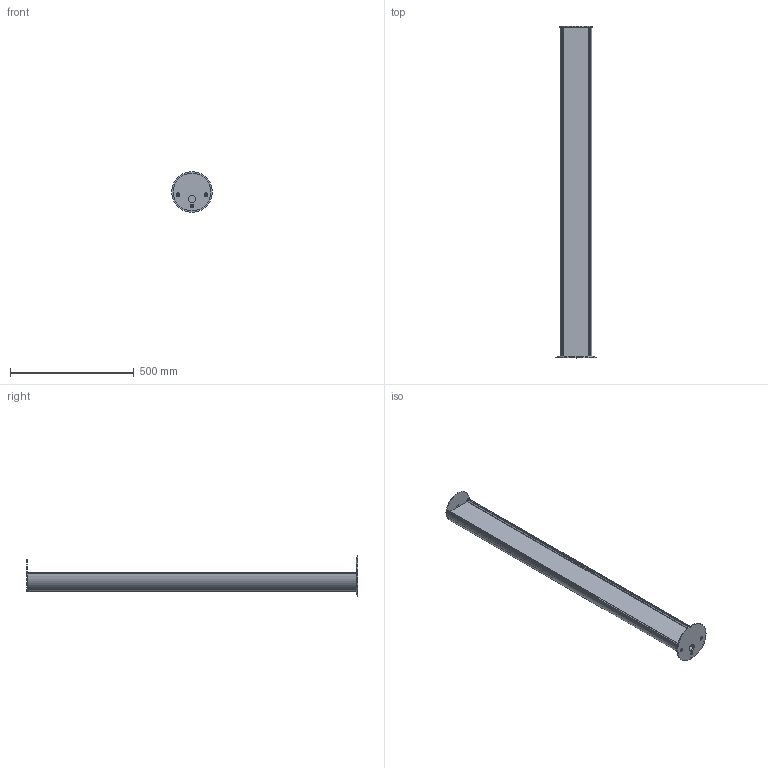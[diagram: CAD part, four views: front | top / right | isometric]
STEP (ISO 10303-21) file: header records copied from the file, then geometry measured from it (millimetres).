
FILE_DESCRIPTION (( 'STEP AP214' ), '1' );
FILE_NAME ('FMC-S4.STEP', '2020-08-21T16:23:15', ( '' ), ( '' ), 'SwSTEP 2.0', 'SolidWorks 2019', '' );
FILE_SCHEMA (( 'AUTOMOTIVE_DESIGN' ));
Length unit declared in the file: inch
Products named in the file (1): FMC-S4
Bounding box: 163.7 x 1341.02 x 163.7 mm (x, y, z)
Volume: 2410475.4 mm3; surface area: 1667643.7 mm2
Topology: 11 solids, 11 shells, 192 faces, 498 edges, 332 vertices
Faces by surface type: cylinder 102, plane 82, bspline 4, cone 4
Full cylindrical faces by diameter (mm): 3.5 x3, 4 x3, 5.769 x3, 6.3 x3, 8.5 x3, 13 x1, 30 x1, 130 x1, 163.7 x1
Entity records: 6051 total; most frequent: CARTESIAN_POINT 1114, DIRECTION 1047, ORIENTED_EDGE 928, EDGE_CURVE 464, AXIS2_PLACEMENT_3D 398, VERTEX_POINT 325, LINE 251, VECTOR 251
